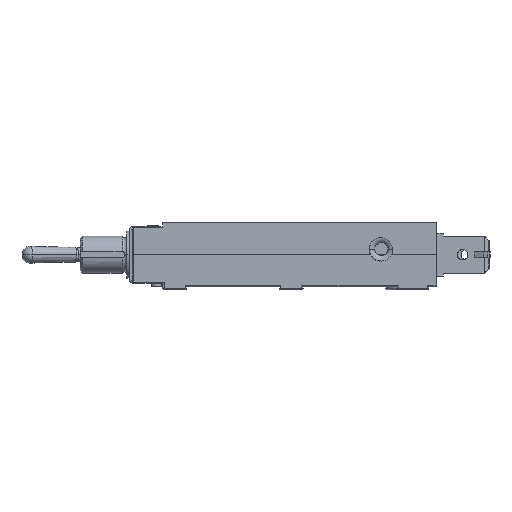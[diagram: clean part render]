
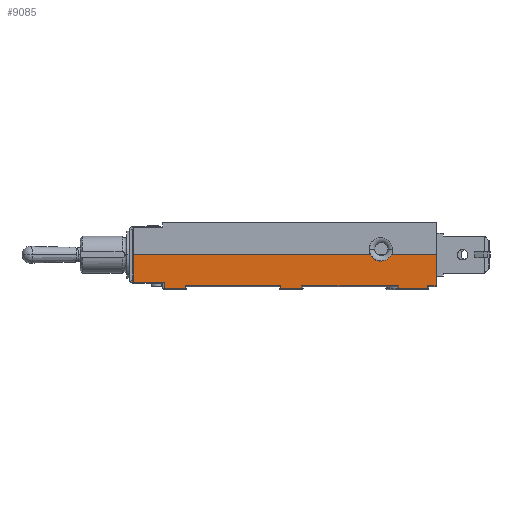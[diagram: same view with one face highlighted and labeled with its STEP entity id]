
A CAD part, left-side view. The second image highlights one B-rep face of the part: STEP entity #9085.
In plain terms, the highlighted planar face has unit normal (-1, 0, 0).
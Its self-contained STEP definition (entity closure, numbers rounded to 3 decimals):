
#450=DIRECTION('',(0.,-1.,0.));
#451=VECTOR('',#450,40.514);
#452=CARTESIAN_POINT('',(-14.5,25.9,0.));
#453=LINE('',#452,#451);
#559=DIRECTION('',(0.,-1.,0.));
#560=VECTOR('',#559,7.714);
#561=CARTESIAN_POINT('',(-14.5,-18.186,0.));
#562=LINE('',#561,#560);
#599=DIRECTION('',(0.,0.,-1.));
#600=VECTOR('',#599,5.3);
#601=CARTESIAN_POINT('',(-14.5,-25.9,0.));
#602=LINE('',#601,#600);
#966=CARTESIAN_POINT('',(-14.5,-16.4,0.9));
#967=DIRECTION('',(-1.,0.,0.));
#968=DIRECTION('',(0.,0.893,-0.45));
#969=AXIS2_PLACEMENT_3D('',#966,#967,#968);
#971=DIRECTION('',(0.,1.,0.));
#972=VECTOR('',#971,1.5);
#973=CARTESIAN_POINT('',(-14.5,-25.9,-5.3));
#974=LINE('',#973,#972);
#975=DIRECTION('',(0.,0.,1.));
#976=VECTOR('',#975,0.5);
#977=CARTESIAN_POINT('',(-14.5,-24.4,-5.8));
#978=LINE('',#977,#976);
#979=DIRECTION('',(0.,1.,0.));
#980=VECTOR('',#979,5.);
#981=CARTESIAN_POINT('',(-14.5,-24.4,-5.8));
#982=LINE('',#981,#980);
#983=DIRECTION('',(0.,0.,1.));
#984=VECTOR('',#983,0.5);
#985=CARTESIAN_POINT('',(-14.5,-19.4,-5.8));
#986=LINE('',#985,#984);
#987=DIRECTION('',(0.,1.,0.));
#988=VECTOR('',#987,16.5);
#989=CARTESIAN_POINT('',(-14.5,-19.4,-5.3));
#990=LINE('',#989,#988);
#991=DIRECTION('',(0.,0.,1.));
#992=VECTOR('',#991,0.5);
#993=CARTESIAN_POINT('',(-14.5,-2.9,-5.8));
#994=LINE('',#993,#992);
#995=DIRECTION('',(0.,1.,0.));
#996=VECTOR('',#995,3.6);
#997=CARTESIAN_POINT('',(-14.5,-2.9,-5.8));
#998=LINE('',#997,#996);
#999=DIRECTION('',(0.,0.,1.));
#1000=VECTOR('',#999,0.5);
#1001=CARTESIAN_POINT('',(-14.5,0.7,-5.8));
#1002=LINE('',#1001,#1000);
#1003=DIRECTION('',(0.,1.,0.));
#1004=VECTOR('',#1003,16.4);
#1005=CARTESIAN_POINT('',(-14.5,0.7,-5.3));
#1006=LINE('',#1005,#1004);
#1007=DIRECTION('',(0.,0.,1.));
#1008=VECTOR('',#1007,0.5);
#1009=CARTESIAN_POINT('',(-14.5,17.1,-5.8));
#1010=LINE('',#1009,#1008);
#1011=DIRECTION('',(0.,1.,0.));
#1012=VECTOR('',#1011,3.6);
#1013=CARTESIAN_POINT('',(-14.5,17.1,-5.8));
#1014=LINE('',#1013,#1012);
#1015=DIRECTION('',(0.,0.,1.));
#1016=VECTOR('',#1015,1.1);
#1017=CARTESIAN_POINT('',(-14.5,20.7,-5.8));
#1018=LINE('',#1017,#1016);
#1019=DIRECTION('',(0.,0.,-1.));
#1020=VECTOR('',#1019,4.7);
#1021=CARTESIAN_POINT('',(-14.5,25.9,0.));
#1022=LINE('',#1021,#1020);
#1633=DIRECTION('',(0.,-1.,0.));
#1634=VECTOR('',#1633,5.2);
#1635=CARTESIAN_POINT('',(-14.5,25.9,-4.7));
#1636=LINE('',#1635,#1634);
#6370=CARTESIAN_POINT('',(-14.5,25.9,0.));
#6371=VERTEX_POINT('',#6370);
#7675=CARTESIAN_POINT('',(-14.5,-25.9,0.));
#7676=VERTEX_POINT('',#7675);
#7699=CARTESIAN_POINT('',(-14.5,25.9,-4.7));
#7701=VERTEX_POINT('',#7699);
#7742=CARTESIAN_POINT('',(-14.5,-2.9,-5.8));
#7743=CARTESIAN_POINT('',(-14.5,0.7,-5.8));
#7744=VERTEX_POINT('',#7742);
#7745=VERTEX_POINT('',#7743);
#7840=CARTESIAN_POINT('',(-14.5,-25.9,-5.3));
#7841=VERTEX_POINT('',#7840);
#7842=CARTESIAN_POINT('',(-14.5,-19.4,-5.3));
#7843=CARTESIAN_POINT('',(-14.5,-2.9,-5.3));
#7844=VERTEX_POINT('',#7842);
#7845=VERTEX_POINT('',#7843);
#7850=CARTESIAN_POINT('',(-14.5,-24.4,-5.8));
#7851=CARTESIAN_POINT('',(-14.5,-24.4,-5.3));
#7852=VERTEX_POINT('',#7850);
#7853=VERTEX_POINT('',#7851);
#7872=CARTESIAN_POINT('',(-14.5,-19.4,-5.8));
#7873=VERTEX_POINT('',#7872);
#7900=CARTESIAN_POINT('',(-14.5,0.7,-5.3));
#7901=VERTEX_POINT('',#7900);
#7902=CARTESIAN_POINT('',(-14.5,17.1,-5.3));
#7903=VERTEX_POINT('',#7902);
#7906=CARTESIAN_POINT('',(-14.5,17.1,-5.8));
#7907=VERTEX_POINT('',#7906);
#7936=CARTESIAN_POINT('',(-14.5,20.7,-5.8));
#7937=VERTEX_POINT('',#7936);
#7940=CARTESIAN_POINT('',(-14.5,20.7,-4.7));
#7941=VERTEX_POINT('',#7940);
#8126=CARTESIAN_POINT('',(-14.5,-14.614,0.));
#8128=VERTEX_POINT('',#8126);
#8130=CARTESIAN_POINT('',(-14.5,-18.186,0.));
#8132=VERTEX_POINT('',#8130);
#9046=CARTESIAN_POINT('',(-14.5,25.9,0.));
#9047=DIRECTION('',(-1.,0.,0.));
#9048=DIRECTION('',(0.,-1.,0.));
#9049=AXIS2_PLACEMENT_3D('',#9046,#9047,#9048);
#9050=PLANE('',#9049);
#9052=ORIENTED_EDGE('',*,*,#9051,.T.);
#9053=ORIENTED_EDGE('',*,*,#8544,.T.);
#9054=ORIENTED_EDGE('',*,*,#8654,.T.);
#9056=ORIENTED_EDGE('',*,*,#9055,.T.);
#9058=ORIENTED_EDGE('',*,*,#9057,.F.);
#9060=ORIENTED_EDGE('',*,*,#9059,.T.);
#9062=ORIENTED_EDGE('',*,*,#9061,.T.);
#9064=ORIENTED_EDGE('',*,*,#9063,.T.);
#9066=ORIENTED_EDGE('',*,*,#9065,.F.);
#9067=ORIENTED_EDGE('',*,*,#9029,.T.);
#9069=ORIENTED_EDGE('',*,*,#9068,.T.);
#9071=ORIENTED_EDGE('',*,*,#9070,.T.);
#9073=ORIENTED_EDGE('',*,*,#9072,.F.);
#9075=ORIENTED_EDGE('',*,*,#9074,.T.);
#9077=ORIENTED_EDGE('',*,*,#9076,.T.);
#9079=ORIENTED_EDGE('',*,*,#9078,.F.);
#9081=ORIENTED_EDGE('',*,*,#9080,.F.);
#9082=ORIENTED_EDGE('',*,*,#8459,.T.);
#9083=EDGE_LOOP('',(#9052,#9053,#9054,#9056,#9058,#9060,#9062,#9064,#9066,#9067,
#9069,#9071,#9073,#9075,#9077,#9079,#9081,#9082));
#9084=FACE_OUTER_BOUND('',#9083,.F.);
#970=CIRCLE('',#969,2.);
#8459=EDGE_CURVE('',#6371,#8128,#453,.T.);
#8544=EDGE_CURVE('',#8132,#7676,#562,.T.);
#8654=EDGE_CURVE('',#7676,#7841,#602,.T.);
#9029=EDGE_CURVE('',#7744,#7745,#998,.T.);
#9051=EDGE_CURVE('',#8128,#8132,#970,.T.);
#9055=EDGE_CURVE('',#7841,#7853,#974,.T.);
#9057=EDGE_CURVE('',#7852,#7853,#978,.T.);
#9059=EDGE_CURVE('',#7852,#7873,#982,.T.);
#9061=EDGE_CURVE('',#7873,#7844,#986,.T.);
#9063=EDGE_CURVE('',#7844,#7845,#990,.T.);
#9065=EDGE_CURVE('',#7744,#7845,#994,.T.);
#9068=EDGE_CURVE('',#7745,#7901,#1002,.T.);
#9070=EDGE_CURVE('',#7901,#7903,#1006,.T.);
#9072=EDGE_CURVE('',#7907,#7903,#1010,.T.);
#9074=EDGE_CURVE('',#7907,#7937,#1014,.T.);
#9076=EDGE_CURVE('',#7937,#7941,#1018,.T.);
#9078=EDGE_CURVE('',#7701,#7941,#1636,.T.);
#9080=EDGE_CURVE('',#6371,#7701,#1022,.T.);
#9085=ADVANCED_FACE('',(#9084),#9050,.T.);
